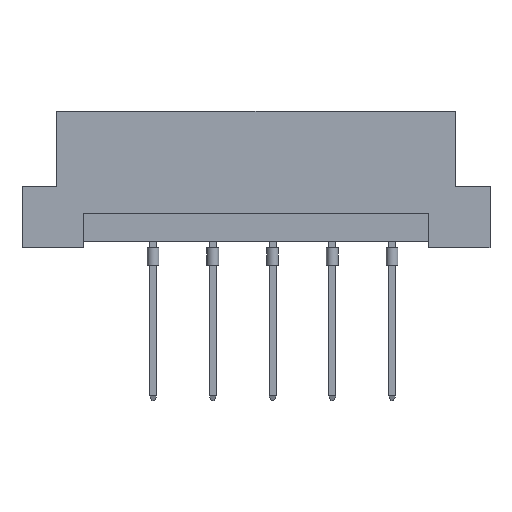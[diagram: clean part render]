
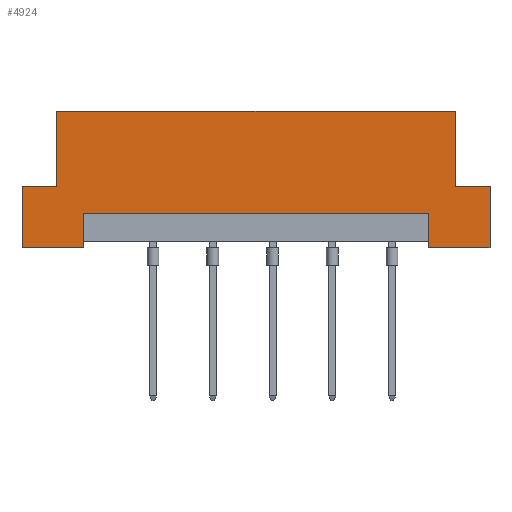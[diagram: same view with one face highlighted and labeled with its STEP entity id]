
A CAD part, front view. The second image highlights one B-rep face of the part: STEP entity #4924.
In plain terms, the highlighted planar face has unit normal (0, -1, 0).
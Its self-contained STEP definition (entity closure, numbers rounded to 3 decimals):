
#55 = ORIENTED_EDGE ( 'NONE', *, *, #2675, .F. ) ;
#130 = DIRECTION ( 'NONE',  ( 1., 0., 0. ) ) ;
#334 = EDGE_CURVE ( 'NONE', #3855, #1339, #2024, .T. ) ;
#440 = LINE ( 'NONE', #4052, #3978 ) ;
#476 = CARTESIAN_POINT ( 'NONE',  ( 14.69, 0., 0.5 ) ) ;
#483 = VECTOR ( 'NONE', #700, 1000. ) ;
#636 = VECTOR ( 'NONE', #130, 1000. ) ;
#643 = VERTEX_POINT ( 'NONE', #6035 ) ;
#700 = DIRECTION ( 'NONE',  ( 0., 0., 1. ) ) ;
#943 = ORIENTED_EDGE ( 'NONE', *, *, #6619, .F. ) ;
#950 = EDGE_CURVE ( 'NONE', #4066, #643, #4942, .T. ) ;
#987 = LINE ( 'NONE', #5220, #3782 ) ;
#1012 = ORIENTED_EDGE ( 'NONE', *, *, #950, .T. ) ;
#1070 = PLANE ( 'NONE',  #1691 ) ;
#1098 = VERTEX_POINT ( 'NONE', #1458 ) ;
#1148 = LINE ( 'NONE', #5860, #636 ) ;
#1158 = VECTOR ( 'NONE', #2025, 1000. ) ;
#1237 = CARTESIAN_POINT ( 'NONE',  ( -16.94, 0., 5.2 ) ) ;
#1339 = VERTEX_POINT ( 'NONE', #4902 ) ;
#1409 = ORIENTED_EDGE ( 'NONE', *, *, #2341, .F. ) ;
#1458 = CARTESIAN_POINT ( 'NONE',  ( 14.69, 0., 0. ) ) ;
#1535 = VECTOR ( 'NONE', #4607, 1000. ) ;
#1548 = CARTESIAN_POINT ( 'NONE',  ( -19.9, 0., 11.6 ) ) ;
#1598 = EDGE_CURVE ( 'NONE', #4066, #5482, #5671, .T. ) ;
#1691 = AXIS2_PLACEMENT_3D ( 'NONE', #1548, #4099, #4169 ) ;
#1778 = EDGE_CURVE ( 'NONE', #4193, #1098, #2905, .T. ) ;
#1888 = LINE ( 'NONE', #2899, #1535 ) ;
#2023 = FACE_OUTER_BOUND ( 'NONE', #6415, .T. ) ;
#2024 = LINE ( 'NONE', #3108, #5034 ) ;
#2025 = DIRECTION ( 'NONE',  ( 1., 0., 0. ) ) ;
#2039 = DIRECTION ( 'NONE',  ( 0., 0., -1. ) ) ;
#2067 = CARTESIAN_POINT ( 'NONE',  ( -19.9, 0., 5.2 ) ) ;
#2191 = EDGE_CURVE ( 'NONE', #3937, #643, #5491, .T. ) ;
#2228 = ORIENTED_EDGE ( 'NONE', *, *, #3499, .F. ) ;
#2236 = CARTESIAN_POINT ( 'NONE',  ( -19.9, 0., 0. ) ) ;
#2341 = EDGE_CURVE ( 'NONE', #2824, #3855, #987, .T. ) ;
#2354 = CARTESIAN_POINT ( 'NONE',  ( 16.94, 0., 5.2 ) ) ;
#2484 = ORIENTED_EDGE ( 'NONE', *, *, #2191, .F. ) ;
#2667 = VECTOR ( 'NONE', #2039, 1000. ) ;
#2675 = EDGE_CURVE ( 'NONE', #2852, #2824, #6129, .T. ) ;
#2756 = DIRECTION ( 'NONE',  ( 0., 0., 1. ) ) ;
#2824 = VERTEX_POINT ( 'NONE', #4629 ) ;
#2852 = VERTEX_POINT ( 'NONE', #4839 ) ;
#2899 = CARTESIAN_POINT ( 'NONE',  ( 19.9, 0., 0. ) ) ;
#2905 = LINE ( 'NONE', #5537, #4094 ) ;
#2955 = CARTESIAN_POINT ( 'NONE',  ( -16.94, 0., 11.6 ) ) ;
#3108 = CARTESIAN_POINT ( 'NONE',  ( -19.9, 0., 0. ) ) ;
#3172 = VERTEX_POINT ( 'NONE', #2067 ) ;
#3338 = VERTEX_POINT ( 'NONE', #1237 ) ;
#3477 = CARTESIAN_POINT ( 'NONE',  ( -14.69, 0., 0. ) ) ;
#3499 = EDGE_CURVE ( 'NONE', #5482, #4193, #1888, .T. ) ;
#3543 = ORIENTED_EDGE ( 'NONE', *, *, #5084, .F. ) ;
#3677 = LINE ( 'NONE', #476, #2667 ) ;
#3782 = VECTOR ( 'NONE', #5150, 1000. ) ;
#3855 = VERTEX_POINT ( 'NONE', #3477 ) ;
#3873 = EDGE_CURVE ( 'NONE', #3338, #3937, #440, .T. ) ;
#3924 = CARTESIAN_POINT ( 'NONE',  ( -19.9, 0., 11.6 ) ) ;
#3937 = VERTEX_POINT ( 'NONE', #2955 ) ;
#3968 = DIRECTION ( 'NONE',  ( -1., 0., 0. ) ) ;
#3978 = VECTOR ( 'NONE', #4976, 1000. ) ;
#4010 = EDGE_CURVE ( 'NONE', #2852, #1098, #3677, .T. ) ;
#4052 = CARTESIAN_POINT ( 'NONE',  ( -16.94, 0., 5.2 ) ) ;
#4058 = DIRECTION ( 'NONE',  ( 1., 0., 0. ) ) ;
#4066 = VERTEX_POINT ( 'NONE', #4082 ) ;
#4082 = CARTESIAN_POINT ( 'NONE',  ( 16.94, 0., 5.2 ) ) ;
#4094 = VECTOR ( 'NONE', #3968, 1000. ) ;
#4099 = DIRECTION ( 'NONE',  ( 0., 1., 0. ) ) ;
#4169 = DIRECTION ( 'NONE',  ( 0., 0., 1. ) ) ;
#4193 = VERTEX_POINT ( 'NONE', #4906 ) ;
#4388 = VECTOR ( 'NONE', #2756, 1000. ) ;
#4428 = DIRECTION ( 'NONE',  ( -1., 0., 0. ) ) ;
#4481 = ORIENTED_EDGE ( 'NONE', *, *, #334, .F. ) ;
#4607 = DIRECTION ( 'NONE',  ( 0., 0., -1. ) ) ;
#4617 = CARTESIAN_POINT ( 'NONE',  ( 19.9, 0., 5.2 ) ) ;
#4629 = CARTESIAN_POINT ( 'NONE',  ( -14.69, 0., 2.9 ) ) ;
#4839 = CARTESIAN_POINT ( 'NONE',  ( 14.69, 0., 2.9 ) ) ;
#4875 = CARTESIAN_POINT ( 'NONE',  ( 19.9, 0., 5.2 ) ) ;
#4902 = CARTESIAN_POINT ( 'NONE',  ( -19.9, 0., 0. ) ) ;
#4906 = CARTESIAN_POINT ( 'NONE',  ( 19.9, 0., 0. ) ) ;
#4924 = ADVANCED_FACE ( 'NONE', ( #2023 ), #1070, .F. ) ;
#4942 = LINE ( 'NONE', #2354, #4388 ) ;
#4944 = CARTESIAN_POINT ( 'NONE',  ( 14.69, 0., 2.9 ) ) ;
#4976 = DIRECTION ( 'NONE',  ( 0., 0., 1. ) ) ;
#5034 = VECTOR ( 'NONE', #6291, 1000. ) ;
#5084 = EDGE_CURVE ( 'NONE', #1339, #3172, #6288, .T. ) ;
#5150 = DIRECTION ( 'NONE',  ( 0., 0., -1. ) ) ;
#5220 = CARTESIAN_POINT ( 'NONE',  ( -14.69, 0., 0.5 ) ) ;
#5264 = ORIENTED_EDGE ( 'NONE', *, *, #1778, .F. ) ;
#5388 = ORIENTED_EDGE ( 'NONE', *, *, #1598, .F. ) ;
#5482 = VERTEX_POINT ( 'NONE', #4875 ) ;
#5491 = LINE ( 'NONE', #3924, #6609 ) ;
#5537 = CARTESIAN_POINT ( 'NONE',  ( -19.9, 0., 0. ) ) ;
#5671 = LINE ( 'NONE', #4617, #1158 ) ;
#5844 = VECTOR ( 'NONE', #4428, 1000. ) ;
#5860 = CARTESIAN_POINT ( 'NONE',  ( -19.9, 0., 5.2 ) ) ;
#5891 = ORIENTED_EDGE ( 'NONE', *, *, #3873, .F. ) ;
#6035 = CARTESIAN_POINT ( 'NONE',  ( 16.94, 0., 11.6 ) ) ;
#6129 = LINE ( 'NONE', #4944, #5844 ) ;
#6245 = ORIENTED_EDGE ( 'NONE', *, *, #4010, .T. ) ;
#6288 = LINE ( 'NONE', #2236, #483 ) ;
#6291 = DIRECTION ( 'NONE',  ( -1., 0., 0. ) ) ;
#6415 = EDGE_LOOP ( 'NONE', ( #55, #6245, #5264, #2228, #5388, #1012, #2484, #5891, #943, #3543, #4481, #1409 ) ) ;
#6609 = VECTOR ( 'NONE', #4058, 1000. ) ;
#6619 = EDGE_CURVE ( 'NONE', #3172, #3338, #1148, .T. ) ;
